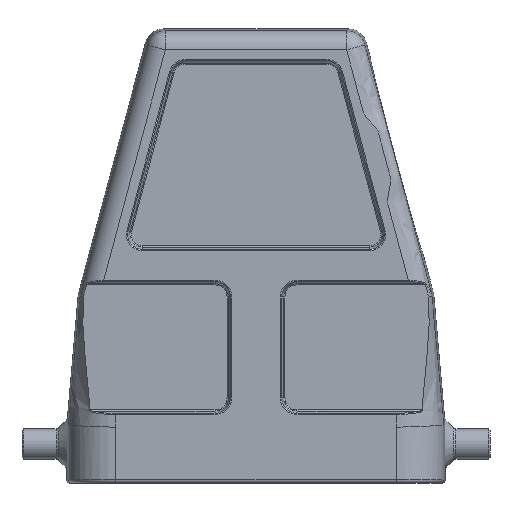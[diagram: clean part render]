
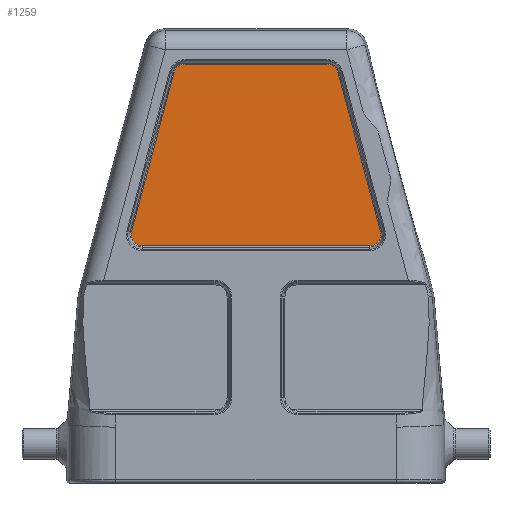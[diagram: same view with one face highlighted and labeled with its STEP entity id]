
A CAD part, front view. The second image highlights one B-rep face of the part: STEP entity #1259.
In plain terms, the highlighted planar face has unit normal (0, -1, 0).
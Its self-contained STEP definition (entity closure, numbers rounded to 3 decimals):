
#990=CIRCLE('',#7723,1.805);
#991=CIRCLE('',#7724,1.805);
#992=CIRCLE('',#7725,1.805);
#993=CIRCLE('',#7726,1.805);
#1259=ADVANCED_FACE('',(#1827),#1673,.T.);
#1673=PLANE('',#7727);
#1827=FACE_OUTER_BOUND('',#2226,.T.);
#2226=EDGE_LOOP('',(#2900,#2901,#2902,#2903,#2904,#2905,#2906,#2907));
#2900=ORIENTED_EDGE('',*,*,#5426,.T.);
#2901=ORIENTED_EDGE('',*,*,#5427,.T.);
#2902=ORIENTED_EDGE('',*,*,#5428,.T.);
#2903=ORIENTED_EDGE('',*,*,#5429,.T.);
#2904=ORIENTED_EDGE('',*,*,#5430,.T.);
#2905=ORIENTED_EDGE('',*,*,#5431,.T.);
#2906=ORIENTED_EDGE('',*,*,#5432,.T.);
#2907=ORIENTED_EDGE('',*,*,#5433,.T.);
#4830=VERTEX_POINT('',#12154);
#4831=VERTEX_POINT('',#12155);
#4832=VERTEX_POINT('',#12157);
#4833=VERTEX_POINT('',#12159);
#4834=VERTEX_POINT('',#12161);
#4835=VERTEX_POINT('',#12163);
#4836=VERTEX_POINT('',#12165);
#4837=VERTEX_POINT('',#12167);
#5426=EDGE_CURVE('',#4830,#4831,#6349,.T.);
#5427=EDGE_CURVE('',#4831,#4832,#990,.T.);
#5428=EDGE_CURVE('',#4832,#4833,#6350,.T.);
#5429=EDGE_CURVE('',#4833,#4834,#991,.T.);
#5430=EDGE_CURVE('',#4834,#4835,#6351,.T.);
#5431=EDGE_CURVE('',#4835,#4836,#992,.T.);
#5432=EDGE_CURVE('',#4836,#4837,#6352,.T.);
#5433=EDGE_CURVE('',#4837,#4830,#993,.T.);
#6349=LINE('',#12153,#6844);
#6350=LINE('',#12158,#6845);
#6351=LINE('',#12162,#6846);
#6352=LINE('',#12166,#6847);
#6844=VECTOR('',#8589,1.);
#6845=VECTOR('',#8592,1.);
#6846=VECTOR('',#8595,1.);
#6847=VECTOR('',#8598,1.);
#7723=AXIS2_PLACEMENT_3D('',#12156,#8590,#8591);
#7724=AXIS2_PLACEMENT_3D('',#12160,#8593,#8594);
#7725=AXIS2_PLACEMENT_3D('',#12164,#8596,#8597);
#7726=AXIS2_PLACEMENT_3D('',#12168,#8599,#8600);
#7727=AXIS2_PLACEMENT_3D('',#12169,#8601,#8602);
#8589=DIRECTION('',(-0.259,0.,-0.966));
#8590=DIRECTION('',(0.,-1.,0.));
#8591=DIRECTION('',(0.,0.,-1.));
#8592=DIRECTION('',(1.,0.,0.));
#8593=DIRECTION('',(0.,-1.,0.));
#8594=DIRECTION('',(0.,0.,-1.));
#8595=DIRECTION('',(-0.259,0.,0.966));
#8596=DIRECTION('',(0.,-1.,0.));
#8597=DIRECTION('',(0.,0.,-1.));
#8598=DIRECTION('',(-1.,0.,0.));
#8599=DIRECTION('',(0.,-1.,0.));
#8600=DIRECTION('',(0.,0.,-1.));
#8601=DIRECTION('',(0.,-1.,0.));
#8602=DIRECTION('',(0.,0.,-1.));
#12153=CARTESIAN_POINT('',(-19.74,-20.25,30.717));
#12154=CARTESIAN_POINT('',(-12.987,-20.25,55.917));
#12155=CARTESIAN_POINT('',(-19.74,-20.25,30.717));
#12156=CARTESIAN_POINT('',(-17.996,-20.25,30.25));
#12157=CARTESIAN_POINT('',(-17.996,-20.25,28.445));
#12158=CARTESIAN_POINT('',(-17.996,-20.25,28.445));
#12159=CARTESIAN_POINT('',(17.996,-20.25,28.445));
#12160=CARTESIAN_POINT('',(17.996,-20.25,30.25));
#12161=CARTESIAN_POINT('',(19.74,-20.25,30.717));
#12162=CARTESIAN_POINT('',(17.329,-20.25,39.715));
#12163=CARTESIAN_POINT('',(12.987,-20.25,55.917));
#12164=CARTESIAN_POINT('',(11.244,-20.25,55.45));
#12165=CARTESIAN_POINT('',(11.244,-20.25,57.255));
#12166=CARTESIAN_POINT('',(-17.996,-20.25,57.255));
#12167=CARTESIAN_POINT('',(-11.244,-20.25,57.255));
#12168=CARTESIAN_POINT('',(-11.244,-20.25,55.45));
#12169=CARTESIAN_POINT('',(-17.996,-20.25,30.25));
